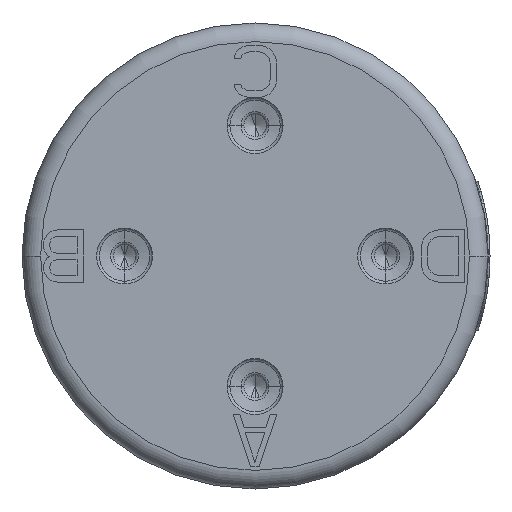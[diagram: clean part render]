
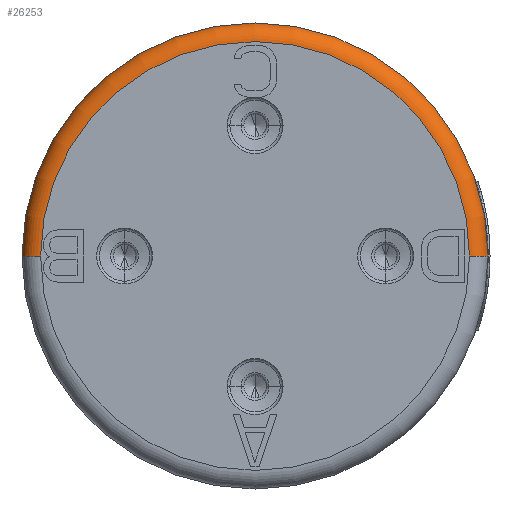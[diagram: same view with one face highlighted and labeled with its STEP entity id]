
A CAD part, front view. The second image highlights one B-rep face of the part: STEP entity #26253.
In plain terms, the highlighted toroidal (fillet/blend) face has major radius 5.75 mm and minor radius 0.5 mm.
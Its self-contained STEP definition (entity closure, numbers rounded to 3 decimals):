
#1948=CARTESIAN_POINT('',(0.,-14.,0.));
#1949=DIRECTION('',(0.,-1.,0.));
#1950=DIRECTION('',(1.,0.,0.));
#1951=AXIS2_PLACEMENT_3D('',#1948,#1949,#1950);
#7802=CARTESIAN_POINT('',(0.,-14.5,0.));
#7803=DIRECTION('',(0.,-1.,0.));
#7804=DIRECTION('',(1.,0.,0.));
#7805=AXIS2_PLACEMENT_3D('',#7802,#7803,#7804);
#7807=CARTESIAN_POINT('',(5.75,-14.,0.));
#7808=DIRECTION('',(0.,0.,1.));
#7809=DIRECTION('',(0.,-1.,0.));
#7810=AXIS2_PLACEMENT_3D('',#7807,#7808,#7809);
#7812=CARTESIAN_POINT('',(-5.75,-14.,0.));
#7813=DIRECTION('',(0.,0.,-1.));
#7814=DIRECTION('',(0.,-1.,0.));
#7815=AXIS2_PLACEMENT_3D('',#7812,#7813,#7814);
#14692=CARTESIAN_POINT('',(5.75,-14.5,0.));
#14693=CARTESIAN_POINT('',(6.25,-14.,0.));
#14694=VERTEX_POINT('',#14692);
#14695=VERTEX_POINT('',#14693);
#14700=CARTESIAN_POINT('',(-5.75,-14.5,0.));
#14701=CARTESIAN_POINT('',(-6.25,-14.,0.));
#14702=VERTEX_POINT('',#14700);
#14703=VERTEX_POINT('',#14701);
#26239=CARTESIAN_POINT('',(0.,-14.,0.));
#26240=DIRECTION('',(0.,-1.,0.));
#26241=DIRECTION('',(-1.,0.,0.));
#26242=AXIS2_PLACEMENT_3D('',#26239,#26240,#26241);
#26243=TOROIDAL_SURFACE('',#26242,5.75,0.5);
#26245=ORIENTED_EDGE('',*,*,#26244,.F.);
#26247=ORIENTED_EDGE('',*,*,#26246,.T.);
#26249=ORIENTED_EDGE('',*,*,#26248,.T.);
#26250=ORIENTED_EDGE('',*,*,#18450,.F.);
#26251=EDGE_LOOP('',(#26245,#26247,#26249,#26250));
#26252=FACE_OUTER_BOUND('',#26251,.F.);
#26253=ADVANCED_FACE('',(#26252),#26243,.T.);
#1952=CIRCLE('',#1951,6.25);
#7806=CIRCLE('',#7805,5.75);
#7811=CIRCLE('',#7810,0.5);
#7816=CIRCLE('',#7815,0.5);
#18450=EDGE_CURVE('',#14695,#14703,#1952,.T.);
#26244=EDGE_CURVE('',#14694,#14695,#7811,.T.);
#26246=EDGE_CURVE('',#14694,#14702,#7806,.T.);
#26248=EDGE_CURVE('',#14702,#14703,#7816,.T.);
